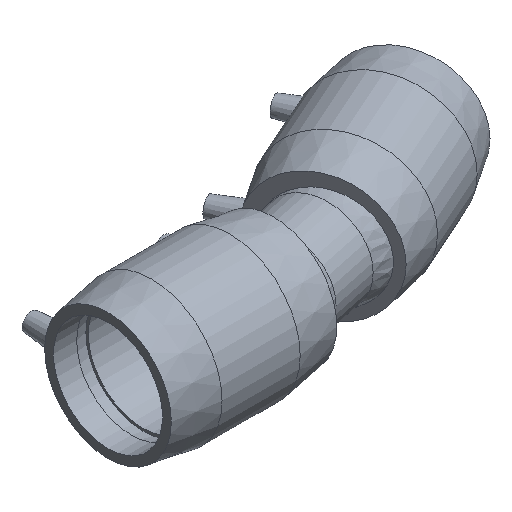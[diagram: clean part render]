
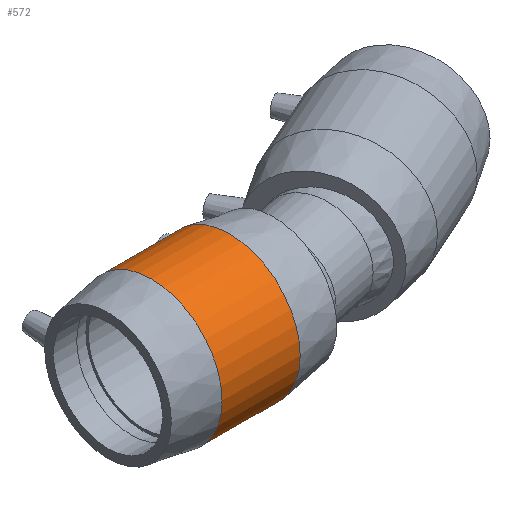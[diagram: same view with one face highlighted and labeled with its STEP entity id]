
A CAD part, isometric view. The second image highlights one B-rep face of the part: STEP entity #572.
In plain terms, the highlighted cylindrical face has radius 58 mm (diameter 116 mm), a full revolution.
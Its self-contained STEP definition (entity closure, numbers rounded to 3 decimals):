
#52=CYLINDRICAL_SURFACE('',#645,58.);
#79=FACE_BOUND('',#203,.T.);
#134=FACE_OUTER_BOUND('',#202,.T.);
#202=EDGE_LOOP('',(#475));
#203=EDGE_LOOP('',(#476));
#298=CIRCLE('',#646,58.);
#299=CIRCLE('',#647,58.);
#349=VERTEX_POINT('',#1229);
#350=VERTEX_POINT('',#1231);
#404=EDGE_CURVE('',#349,#349,#298,.T.);
#405=EDGE_CURVE('',#350,#350,#299,.T.);
#475=ORIENTED_EDGE('',*,*,#404,.F.);
#476=ORIENTED_EDGE('',*,*,#405,.T.);
#572=ADVANCED_FACE('',(#134,#79),#52,.T.);
#645=AXIS2_PLACEMENT_3D('',#1228,#785,#786);
#646=AXIS2_PLACEMENT_3D('',#1230,#787,#788);
#647=AXIS2_PLACEMENT_3D('',#1232,#789,#790);
#785=DIRECTION('center_axis',(1.,0.,0.));
#786=DIRECTION('ref_axis',(0.,1.,0.));
#787=DIRECTION('center_axis',(1.,0.,0.));
#788=DIRECTION('ref_axis',(0.,0.,-1.));
#789=DIRECTION('center_axis',(1.,0.,0.));
#790=DIRECTION('ref_axis',(0.,0.,-1.));
#1228=CARTESIAN_POINT('Origin',(0.,0.,0.));
#1229=CARTESIAN_POINT('',(32.2,58.,0.));
#1230=CARTESIAN_POINT('Origin',(32.2,0.,0.));
#1231=CARTESIAN_POINT('',(-32.2,58.,0.));
#1232=CARTESIAN_POINT('Origin',(-32.2,0.,0.));
